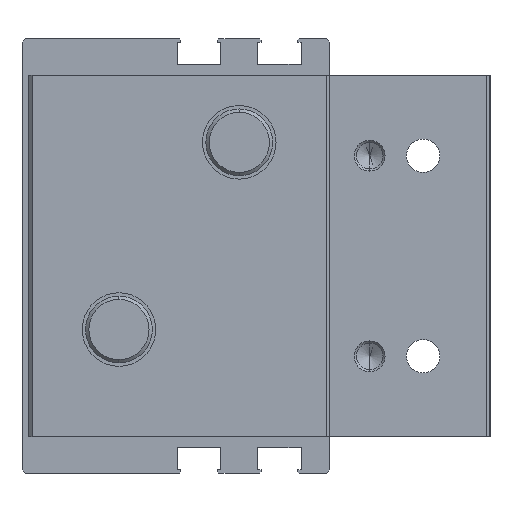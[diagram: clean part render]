
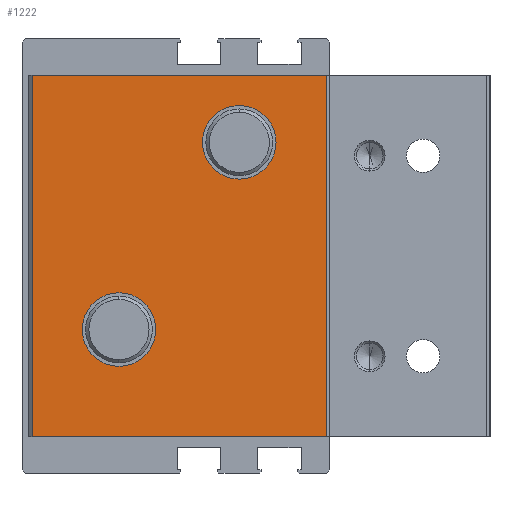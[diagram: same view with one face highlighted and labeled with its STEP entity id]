
A CAD part, left-side view. The second image highlights one B-rep face of the part: STEP entity #1222.
In plain terms, the highlighted face is planar.
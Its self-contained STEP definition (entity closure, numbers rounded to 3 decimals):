
#879 = VERTEX_POINT ( 'NONE', #3503 ) ;
#913 = VERTEX_POINT ( 'NONE', #3521 ) ;
#916 = EDGE_CURVE ( 'NONE', #913, #879, #3579, .T. ) ;
#952 = EDGE_CURVE ( 'NONE', #1013, #1024, #3630, .T. ) ;
#1013 = VERTEX_POINT ( 'NONE', #3765 ) ;
#1024 = VERTEX_POINT ( 'NONE', #3748 ) ;
#1201 = ORIENTED_EDGE ( 'NONE', *, *, #1202, .F. ) ;
#1202 = EDGE_CURVE ( 'NONE', #1212, #1264, #4096, .T. ) ;
#1205 = ORIENTED_EDGE ( 'NONE', *, *, #952, .F. ) ;
#1210 = EDGE_LOOP ( 'NONE', ( #1256, #1201, #1258, #1260 ) ) ;
#1212 = VERTEX_POINT ( 'NONE', #4087 ) ;
#1213 = EDGE_CURVE ( 'NONE', #1221, #1227, #4086, .T. ) ;
#1216 = ORIENTED_EDGE ( 'NONE', *, *, #916, .F. ) ;
#1217 = EDGE_LOOP ( 'NONE', ( #1218, #1205 ) ) ;
#1218 = ORIENTED_EDGE ( 'NONE', *, *, #1219, .F. ) ;
#1219 = EDGE_CURVE ( 'NONE', #1024, #1013, #4078, .T. ) ;
#1221 = VERTEX_POINT ( 'NONE', #4073 ) ;
#1222 = ADVANCED_FACE ( 'NONE', ( #4072, #4071, #4070 ), #4069, .F. ) ;
#1223 = ORIENTED_EDGE ( 'NONE', *, *, #1224, .F. ) ;
#1224 = EDGE_CURVE ( 'NONE', #879, #913, #4130, .T. ) ;
#1227 = VERTEX_POINT ( 'NONE', #4121 ) ;
#1229 = EDGE_LOOP ( 'NONE', ( #1223, #1216 ) ) ;
#1256 = ORIENTED_EDGE ( 'NONE', *, *, #1257, .T. ) ;
#1257 = EDGE_CURVE ( 'NONE', #1227, #1264, #4143, .T. ) ;
#1258 = ORIENTED_EDGE ( 'NONE', *, *, #1259, .F. ) ;
#1259 = EDGE_CURVE ( 'NONE', #1221, #1212, #4139, .T. ) ;
#1260 = ORIENTED_EDGE ( 'NONE', *, *, #1213, .T. ) ;
#1264 = VERTEX_POINT ( 'NONE', #4195 ) ;
#3503 = CARTESIAN_POINT ( 'NONE',  ( 17., 43., -17. ) ) ;
#3516 = CARTESIAN_POINT ( 'NONE',  ( 17., 37.5, -17. ) ) ;
#3521 = CARTESIAN_POINT ( 'NONE',  ( 17., 32., -17. ) ) ;
#3576 = DIRECTION ( 'NONE',  ( 0., 1., 0. ) ) ;
#3577 = DIRECTION ( 'NONE',  ( 1., 0., 0. ) ) ;
#3578 = AXIS2_PLACEMENT_3D ( 'NONE', #3516, #3577, #3576 ) ;
#3579 = CIRCLE ( 'NONE', #3578, 5.5 ) ;
#3626 = DIRECTION ( 'NONE',  ( 0., 1., 0. ) ) ;
#3627 = DIRECTION ( 'NONE',  ( 1., 0., 0. ) ) ;
#3628 = CARTESIAN_POINT ( 'NONE',  ( 17., 55.5, 11. ) ) ;
#3629 = AXIS2_PLACEMENT_3D ( 'NONE', #3628, #3627, #3626 ) ;
#3630 = CIRCLE ( 'NONE', #3629, 5.5 ) ;
#3748 = CARTESIAN_POINT ( 'NONE',  ( 17., 61., 11. ) ) ;
#3765 = CARTESIAN_POINT ( 'NONE',  ( 17., 50., 11. ) ) ;
#4069 = PLANE ( 'NONE',  #4134 ) ;
#4070 = FACE_OUTER_BOUND ( 'NONE', #1210, .T. ) ;
#4071 = FACE_BOUND ( 'NONE', #1217, .T. ) ;
#4072 = FACE_BOUND ( 'NONE', #1229, .T. ) ;
#4073 = CARTESIAN_POINT ( 'NONE',  ( 17., 24.5, 27. ) ) ;
#4074 = DIRECTION ( 'NONE',  ( 0., 1., 0. ) ) ;
#4075 = DIRECTION ( 'NONE',  ( 1., 0., 0. ) ) ;
#4076 = CARTESIAN_POINT ( 'NONE',  ( 17., 55.5, 11. ) ) ;
#4077 = AXIS2_PLACEMENT_3D ( 'NONE', #4076, #4075, #4074 ) ;
#4078 = CIRCLE ( 'NONE', #4077, 5.5 ) ;
#4083 = DIRECTION ( 'NONE',  ( 0., 0., -1. ) ) ;
#4084 = VECTOR ( 'NONE', #4083, 1000. ) ;
#4085 = CARTESIAN_POINT ( 'NONE',  ( 17., 24.5, 27. ) ) ;
#4086 = LINE ( 'NONE', #4085, #4084 ) ;
#4087 = CARTESIAN_POINT ( 'NONE',  ( 17., 68.5, 27. ) ) ;
#4093 = DIRECTION ( 'NONE',  ( 0., 0., -1. ) ) ;
#4094 = VECTOR ( 'NONE', #4093, 1000. ) ;
#4095 = CARTESIAN_POINT ( 'NONE',  ( 17., 68.5, 27. ) ) ;
#4096 = LINE ( 'NONE', #4095, #4094 ) ;
#4121 = CARTESIAN_POINT ( 'NONE',  ( 17., 24.5, -27. ) ) ;
#4126 = DIRECTION ( 'NONE',  ( 0., 1., 0. ) ) ;
#4127 = DIRECTION ( 'NONE',  ( 1., 0., 0. ) ) ;
#4128 = CARTESIAN_POINT ( 'NONE',  ( 17., 37.5, -17. ) ) ;
#4129 = AXIS2_PLACEMENT_3D ( 'NONE', #4128, #4127, #4126 ) ;
#4130 = CIRCLE ( 'NONE', #4129, 5.5 ) ;
#4131 = DIRECTION ( 'NONE',  ( 0., -1., 0. ) ) ;
#4132 = DIRECTION ( 'NONE',  ( -1., 0., 0. ) ) ;
#4133 = CARTESIAN_POINT ( 'NONE',  ( 17., 68.5, 27. ) ) ;
#4134 = AXIS2_PLACEMENT_3D ( 'NONE', #4133, #4132, #4131 ) ;
#4136 = DIRECTION ( 'NONE',  ( 0., 1., 0. ) ) ;
#4137 = VECTOR ( 'NONE', #4136, 1000. ) ;
#4138 = CARTESIAN_POINT ( 'NONE',  ( 17., 68.5, 27. ) ) ;
#4139 = LINE ( 'NONE', #4138, #4137 ) ;
#4140 = DIRECTION ( 'NONE',  ( 0., 1., 0. ) ) ;
#4141 = VECTOR ( 'NONE', #4140, 1000. ) ;
#4142 = CARTESIAN_POINT ( 'NONE',  ( 17., 68.5, -27. ) ) ;
#4143 = LINE ( 'NONE', #4142, #4141 ) ;
#4195 = CARTESIAN_POINT ( 'NONE',  ( 17., 68.5, -27. ) ) ;
